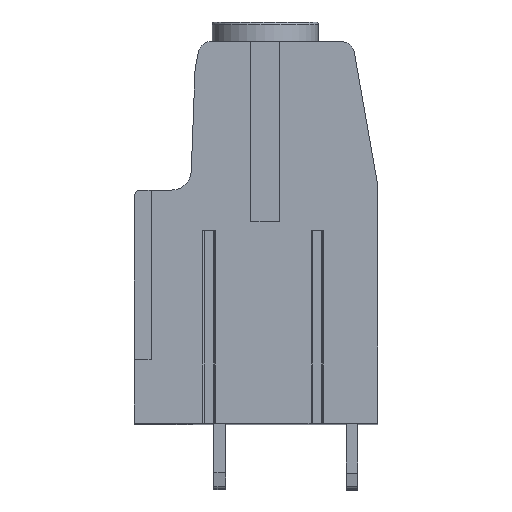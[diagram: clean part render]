
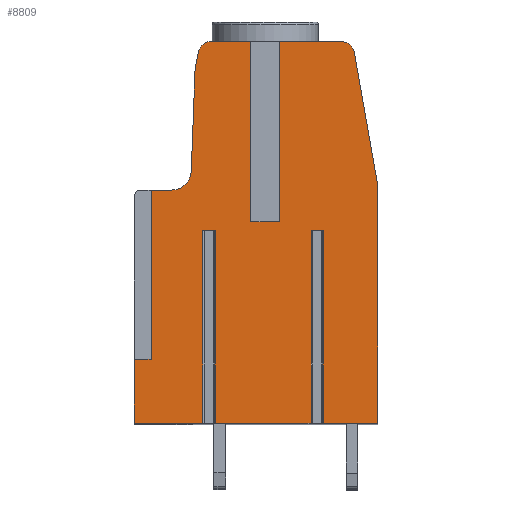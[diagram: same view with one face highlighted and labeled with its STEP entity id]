
A CAD part, top view. The second image highlights one B-rep face of the part: STEP entity #8809.
In plain terms, the highlighted planar face has unit normal (0, 0, 1).
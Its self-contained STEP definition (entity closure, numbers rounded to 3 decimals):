
#16=DIRECTION('',(0.,-1.,0.));
#17=VECTOR('',#16,13.85);
#18=CARTESIAN_POINT('',(1.8,13.9,68.58));
#19=LINE('',#18,#17);
#20=DIRECTION('',(-1.,0.,0.));
#21=VECTOR('',#20,4.762);
#22=CARTESIAN_POINT('',(6.562,13.9,68.58));
#23=LINE('',#22,#21);
#24=CARTESIAN_POINT('',(6.562,12.9,68.58));
#25=DIRECTION('',(0.,0.,1.));
#26=DIRECTION('',(0.985,0.174,0.));
#27=AXIS2_PLACEMENT_3D('',#24,#25,#26);
#29=DIRECTION('',(-0.174,0.985,0.));
#30=VECTOR('',#29,10.381);
#31=CARTESIAN_POINT('',(9.35,2.85,68.58));
#32=LINE('',#31,#30);
#33=DIRECTION('',(0.,1.,0.));
#34=VECTOR('',#33,18.25);
#35=CARTESIAN_POINT('',(9.35,-15.4,68.58));
#36=LINE('',#35,#34);
#37=DIRECTION('',(1.,0.,0.));
#38=VECTOR('',#37,4.173);
#39=CARTESIAN_POINT('',(5.177,-15.4,68.58));
#40=LINE('',#39,#38);
#41=DIRECTION('',(0.,-1.,0.));
#42=VECTOR('',#41,14.8);
#43=CARTESIAN_POINT('',(5.177,-0.6,68.58));
#44=LINE('',#43,#42);
#45=DIRECTION('',(-1.,0.,0.));
#46=VECTOR('',#45,0.955);
#47=CARTESIAN_POINT('',(5.177,-0.6,68.58));
#48=LINE('',#47,#46);
#49=DIRECTION('',(0.,-1.,0.));
#50=VECTOR('',#49,14.8);
#51=CARTESIAN_POINT('',(4.223,-0.6,68.58));
#52=LINE('',#51,#50);
#53=DIRECTION('',(1.,0.,0.));
#54=VECTOR('',#53,7.345);
#55=CARTESIAN_POINT('',(-3.123,-15.4,68.58));
#56=LINE('',#55,#54);
#57=DIRECTION('',(0.,-1.,0.));
#58=VECTOR('',#57,14.8);
#59=CARTESIAN_POINT('',(-3.123,-0.6,68.58));
#60=LINE('',#59,#58);
#61=DIRECTION('',(-1.,0.,0.));
#62=VECTOR('',#61,0.955);
#63=CARTESIAN_POINT('',(-3.123,-0.6,68.58));
#64=LINE('',#63,#62);
#65=DIRECTION('',(0.,-1.,0.));
#66=VECTOR('',#65,14.8);
#67=CARTESIAN_POINT('',(-4.077,-0.6,68.58));
#68=LINE('',#67,#66);
#69=DIRECTION('',(1.,0.,0.));
#70=VECTOR('',#69,5.273);
#71=CARTESIAN_POINT('',(-9.35,-15.4,68.58));
#72=LINE('',#71,#70);
#73=DIRECTION('',(0.,-1.,0.));
#74=VECTOR('',#73,4.9);
#75=CARTESIAN_POINT('',(-9.35,-10.5,68.58));
#76=LINE('',#75,#74);
#77=DIRECTION('',(1.,0.,0.));
#78=VECTOR('',#77,1.3);
#79=CARTESIAN_POINT('',(-9.35,-10.5,68.58));
#80=LINE('',#79,#78);
#81=DIRECTION('',(0.,1.,0.));
#82=VECTOR('',#81,13.);
#83=CARTESIAN_POINT('',(-8.05,-10.5,68.58));
#84=LINE('',#83,#82);
#85=DIRECTION('',(-1.,0.,0.));
#86=VECTOR('',#85,1.578);
#87=CARTESIAN_POINT('',(-6.472,2.5,68.58));
#88=LINE('',#87,#86);
#89=CARTESIAN_POINT('',(-6.472,4.,68.58));
#90=DIRECTION('',(0.,0.,-1.));
#91=DIRECTION('',(0.999,-0.038,0.));
#92=AXIS2_PLACEMENT_3D('',#89,#90,#91);
#94=DIRECTION('',(-0.038,-0.999,0.));
#95=VECTOR('',#94,7.704);
#96=CARTESIAN_POINT('',(-4.681,11.641,68.58));
#97=LINE('',#96,#95);
#98=CARTESIAN_POINT('',(-1.683,11.527,68.58));
#99=DIRECTION('',(0.,0.,1.));
#100=DIRECTION('',(-0.978,0.208,0.));
#101=AXIS2_PLACEMENT_3D('',#98,#99,#100);
#103=DIRECTION('',(-0.208,-0.978,0.));
#104=VECTOR('',#103,0.978);
#105=CARTESIAN_POINT('',(-4.414,13.108,68.58));
#106=LINE('',#105,#104);
#107=CARTESIAN_POINT('',(-3.436,12.9,68.58));
#108=DIRECTION('',(0.,0.,1.));
#109=DIRECTION('',(0.,1.,0.));
#110=AXIS2_PLACEMENT_3D('',#107,#108,#109);
#112=DIRECTION('',(-1.,0.,0.));
#113=VECTOR('',#112,3.036);
#114=CARTESIAN_POINT('',(-0.4,13.9,68.58));
#115=LINE('',#114,#113);
#116=DIRECTION('',(0.,-1.,0.));
#117=VECTOR('',#116,13.85);
#118=CARTESIAN_POINT('',(-0.4,13.9,68.58));
#119=LINE('',#118,#117);
#120=DIRECTION('',(1.,0.,0.));
#121=VECTOR('',#120,2.2);
#122=CARTESIAN_POINT('',(-0.4,0.05,68.58));
#123=LINE('',#122,#121);
#6778=CARTESIAN_POINT('',(9.35,-15.4,68.58));
#6779=CARTESIAN_POINT('',(9.35,2.85,68.58));
#6780=VERTEX_POINT('',#6778);
#6781=VERTEX_POINT('',#6779);
#6782=CARTESIAN_POINT('',(7.547,13.074,68.58));
#6783=VERTEX_POINT('',#6782);
#6784=CARTESIAN_POINT('',(6.562,13.9,68.58));
#6785=VERTEX_POINT('',#6784);
#6786=CARTESIAN_POINT('',(-3.436,13.9,68.58));
#6787=CARTESIAN_POINT('',(-4.414,13.108,68.58));
#6788=VERTEX_POINT('',#6786);
#6789=VERTEX_POINT('',#6787);
#6790=CARTESIAN_POINT('',(-4.617,12.151,68.58));
#6791=VERTEX_POINT('',#6790);
#6792=CARTESIAN_POINT('',(-4.681,11.641,68.58));
#6793=VERTEX_POINT('',#6792);
#6794=CARTESIAN_POINT('',(-4.973,3.943,68.58));
#6795=VERTEX_POINT('',#6794);
#6796=CARTESIAN_POINT('',(-6.472,2.5,68.58));
#6797=VERTEX_POINT('',#6796);
#6914=CARTESIAN_POINT('',(5.177,-15.4,68.58));
#6915=VERTEX_POINT('',#6914);
#6917=CARTESIAN_POINT('',(4.223,-15.4,68.58));
#6919=VERTEX_POINT('',#6917);
#6930=CARTESIAN_POINT('',(-3.123,-15.4,68.58));
#6931=VERTEX_POINT('',#6930);
#6933=CARTESIAN_POINT('',(-4.077,-15.4,68.58));
#6935=VERTEX_POINT('',#6933);
#6940=CARTESIAN_POINT('',(5.177,-0.6,68.58));
#6941=CARTESIAN_POINT('',(4.223,-0.6,68.58));
#6942=VERTEX_POINT('',#6940);
#6943=VERTEX_POINT('',#6941);
#6944=CARTESIAN_POINT('',(-3.123,-0.6,68.58));
#6945=CARTESIAN_POINT('',(-4.077,-0.6,68.58));
#6946=VERTEX_POINT('',#6944);
#6947=VERTEX_POINT('',#6945);
#6948=CARTESIAN_POINT('',(-9.35,-15.4,68.58));
#6949=VERTEX_POINT('',#6948);
#7170=CARTESIAN_POINT('',(-9.35,-10.5,68.58));
#7171=CARTESIAN_POINT('',(-8.05,-10.5,68.58));
#7172=VERTEX_POINT('',#7170);
#7173=VERTEX_POINT('',#7171);
#7174=CARTESIAN_POINT('',(-8.05,2.5,68.58));
#7175=VERTEX_POINT('',#7174);
#7326=CARTESIAN_POINT('',(1.8,13.9,68.58));
#7327=CARTESIAN_POINT('',(1.8,0.05,68.58));
#7328=VERTEX_POINT('',#7326);
#7329=VERTEX_POINT('',#7327);
#7330=CARTESIAN_POINT('',(-0.4,13.9,68.58));
#7331=CARTESIAN_POINT('',(-0.4,0.05,68.58));
#7332=VERTEX_POINT('',#7330);
#7333=VERTEX_POINT('',#7331);
#8750=CARTESIAN_POINT('',(0.,0.,68.58));
#8751=DIRECTION('',(0.,0.,1.));
#8752=DIRECTION('',(1.,0.,0.));
#8753=AXIS2_PLACEMENT_3D('',#8750,#8751,#8752);
#8754=PLANE('',#8753);
#8756=ORIENTED_EDGE('',*,*,#8755,.F.);
#8758=ORIENTED_EDGE('',*,*,#8757,.F.);
#8760=ORIENTED_EDGE('',*,*,#8759,.F.);
#8762=ORIENTED_EDGE('',*,*,#8761,.F.);
#8764=ORIENTED_EDGE('',*,*,#8763,.F.);
#8766=ORIENTED_EDGE('',*,*,#8765,.F.);
#8768=ORIENTED_EDGE('',*,*,#8767,.F.);
#8770=ORIENTED_EDGE('',*,*,#8769,.T.);
#8772=ORIENTED_EDGE('',*,*,#8771,.T.);
#8774=ORIENTED_EDGE('',*,*,#8773,.F.);
#8776=ORIENTED_EDGE('',*,*,#8775,.F.);
#8778=ORIENTED_EDGE('',*,*,#8777,.T.);
#8780=ORIENTED_EDGE('',*,*,#8779,.T.);
#8782=ORIENTED_EDGE('',*,*,#8781,.F.);
#8784=ORIENTED_EDGE('',*,*,#8783,.F.);
#8786=ORIENTED_EDGE('',*,*,#8785,.T.);
#8788=ORIENTED_EDGE('',*,*,#8787,.T.);
#8790=ORIENTED_EDGE('',*,*,#8789,.F.);
#8792=ORIENTED_EDGE('',*,*,#8791,.F.);
#8794=ORIENTED_EDGE('',*,*,#8793,.F.);
#8796=ORIENTED_EDGE('',*,*,#8795,.F.);
#8798=ORIENTED_EDGE('',*,*,#8797,.F.);
#8800=ORIENTED_EDGE('',*,*,#8799,.F.);
#8802=ORIENTED_EDGE('',*,*,#8801,.F.);
#8804=ORIENTED_EDGE('',*,*,#8803,.T.);
#8806=ORIENTED_EDGE('',*,*,#8805,.T.);
#8807=EDGE_LOOP('',(#8756,#8758,#8760,#8762,#8764,#8766,#8768,#8770,#8772,#8774,
#8776,#8778,#8780,#8782,#8784,#8786,#8788,#8790,#8792,#8794,#8796,#8798,#8800,
#8802,#8804,#8806));
#8808=FACE_OUTER_BOUND('',#8807,.F.);
#28=CIRCLE('',#27,1.);
#93=CIRCLE('',#92,1.5);
#102=CIRCLE('',#101,3.);
#111=CIRCLE('',#110,1.);
#8755=EDGE_CURVE('',#7328,#7329,#19,.T.);
#8757=EDGE_CURVE('',#6785,#7328,#23,.T.);
#8759=EDGE_CURVE('',#6783,#6785,#28,.T.);
#8761=EDGE_CURVE('',#6781,#6783,#32,.T.);
#8763=EDGE_CURVE('',#6780,#6781,#36,.T.);
#8765=EDGE_CURVE('',#6915,#6780,#40,.T.);
#8767=EDGE_CURVE('',#6942,#6915,#44,.T.);
#8769=EDGE_CURVE('',#6942,#6943,#48,.T.);
#8771=EDGE_CURVE('',#6943,#6919,#52,.T.);
#8773=EDGE_CURVE('',#6931,#6919,#56,.T.);
#8775=EDGE_CURVE('',#6946,#6931,#60,.T.);
#8777=EDGE_CURVE('',#6946,#6947,#64,.T.);
#8779=EDGE_CURVE('',#6947,#6935,#68,.T.);
#8781=EDGE_CURVE('',#6949,#6935,#72,.T.);
#8783=EDGE_CURVE('',#7172,#6949,#76,.T.);
#8785=EDGE_CURVE('',#7172,#7173,#80,.T.);
#8787=EDGE_CURVE('',#7173,#7175,#84,.T.);
#8789=EDGE_CURVE('',#6797,#7175,#88,.T.);
#8791=EDGE_CURVE('',#6795,#6797,#93,.T.);
#8793=EDGE_CURVE('',#6793,#6795,#97,.T.);
#8795=EDGE_CURVE('',#6791,#6793,#102,.T.);
#8797=EDGE_CURVE('',#6789,#6791,#106,.T.);
#8799=EDGE_CURVE('',#6788,#6789,#111,.T.);
#8801=EDGE_CURVE('',#7332,#6788,#115,.T.);
#8803=EDGE_CURVE('',#7332,#7333,#119,.T.);
#8805=EDGE_CURVE('',#7333,#7329,#123,.T.);
#8809=ADVANCED_FACE('',(#8808),#8754,.T.);
